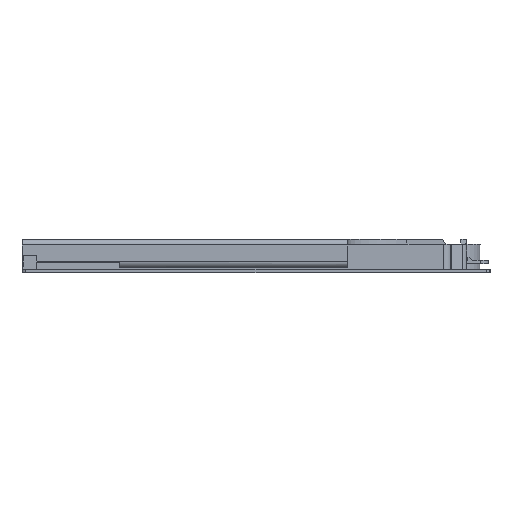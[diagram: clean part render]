
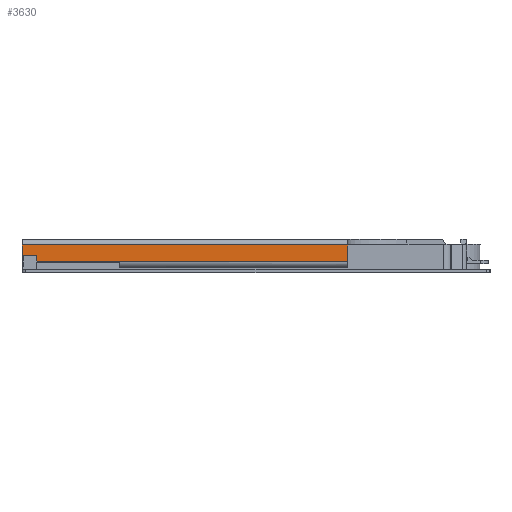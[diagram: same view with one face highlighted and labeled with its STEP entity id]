
A CAD part, left-side view. The second image highlights one B-rep face of the part: STEP entity #3630.
In plain terms, the highlighted planar face has unit normal (-1, 0, 0).
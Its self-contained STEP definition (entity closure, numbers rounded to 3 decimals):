
#111 = DIRECTION ( 'NONE',  ( 0., 1., 0. ) ) ;
#270 = VERTEX_POINT ( 'NONE', #4845 ) ;
#752 = CARTESIAN_POINT ( 'NONE',  ( -163.5, 0., -11.589 ) ) ;
#1005 = EDGE_LOOP ( 'NONE', ( #6006, #3626, #4896, #2788 ) ) ;
#1105 = CARTESIAN_POINT ( 'NONE',  ( -163.5, 0., 0. ) ) ;
#2093 = DIRECTION ( 'NONE',  ( 0., -1., 0. ) ) ;
#2249 = VERTEX_POINT ( 'NONE', #752 ) ;
#2309 = DIRECTION ( 'NONE',  ( 0., 0., 1. ) ) ;
#2612 = VERTEX_POINT ( 'NONE', #6736 ) ;
#2788 = ORIENTED_EDGE ( 'NONE', *, *, #3832, .T. ) ;
#3329 = FACE_OUTER_BOUND ( 'NONE', #1005, .T. ) ;
#3420 = CARTESIAN_POINT ( 'NONE',  ( -163.5, 0., -2.5 ) ) ;
#3507 = EDGE_CURVE ( 'NONE', #2249, #2612, #5211, .T. ) ;
#3626 = ORIENTED_EDGE ( 'NONE', *, *, #3507, .T. ) ;
#3630 = ADVANCED_FACE ( 'NONE', ( #3329 ), #4486, .T. ) ;
#3754 = LINE ( 'NONE', #3984, #5920 ) ;
#3832 = EDGE_CURVE ( 'NONE', #270, #6106, #3754, .T. ) ;
#3984 = CARTESIAN_POINT ( 'NONE',  ( -163.5, 0., -3. ) ) ;
#4473 = VECTOR ( 'NONE', #6832, 1000. ) ;
#4486 = PLANE ( 'NONE',  #5973 ) ;
#4613 = VECTOR ( 'NONE', #2093, 1000. ) ;
#4845 = CARTESIAN_POINT ( 'NONE',  ( -163.5, -167., -3. ) ) ;
#4896 = ORIENTED_EDGE ( 'NONE', *, *, #7054, .F. ) ;
#5109 = DIRECTION ( 'NONE',  ( 0., 0., -1. ) ) ;
#5211 = LINE ( 'NONE', #7084, #4613 ) ;
#5239 = CARTESIAN_POINT ( 'NONE',  ( -163.5, 0., -3. ) ) ;
#5263 = VECTOR ( 'NONE', #2309, 1000. ) ;
#5639 = CARTESIAN_POINT ( 'NONE',  ( -163.5, -167., -2.5 ) ) ;
#5670 = DIRECTION ( 'NONE',  ( -1., 0., 0. ) ) ;
#5761 = EDGE_CURVE ( 'NONE', #2249, #6106, #6756, .T. ) ;
#5920 = VECTOR ( 'NONE', #111, 1000. ) ;
#5973 = AXIS2_PLACEMENT_3D ( 'NONE', #1105, #5670, #5109 ) ;
#6006 = ORIENTED_EDGE ( 'NONE', *, *, #5761, .F. ) ;
#6106 = VERTEX_POINT ( 'NONE', #5239 ) ;
#6489 = LINE ( 'NONE', #5639, #4473 ) ;
#6736 = CARTESIAN_POINT ( 'NONE',  ( -163.5, -167., -11.589 ) ) ;
#6756 = LINE ( 'NONE', #3420, #5263 ) ;
#6832 = DIRECTION ( 'NONE',  ( 0., 0., -1. ) ) ;
#7054 = EDGE_CURVE ( 'NONE', #270, #2612, #6489, .T. ) ;
#7084 = CARTESIAN_POINT ( 'NONE',  ( -163.5, -167., -11.589 ) ) ;
